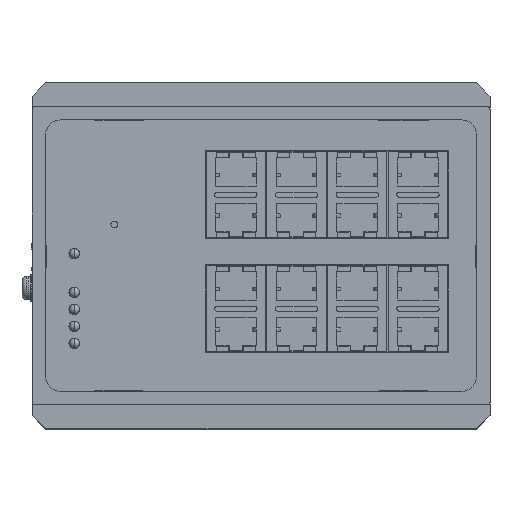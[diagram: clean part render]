
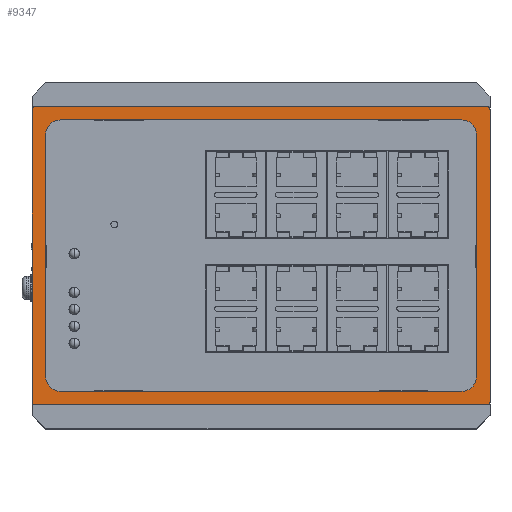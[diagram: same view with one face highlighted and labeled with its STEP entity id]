
A CAD part, top view. The second image highlights one B-rep face of the part: STEP entity #9347.
In plain terms, the highlighted face is planar.
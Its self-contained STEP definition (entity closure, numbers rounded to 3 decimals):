
#6336=DIRECTION('',(1.,0.,0.));
#6337=VECTOR('',#6336,118.4);
#6338=CARTESIAN_POINT('',(-85.772,-24.845,0.));
#6339=LINE('',#6338,#6337);
#7072=CARTESIAN_POINT('',(-93.072,58.155,0.));
#7073=DIRECTION('',(0.,0.,1.));
#7074=DIRECTION('',(0.,1.,0.));
#7075=AXIS2_PLACEMENT_3D('',#7072,#7073,#7074);
#7080=DIRECTION('',(0.,-1.,0.));
#7081=VECTOR('',#7080,86.);
#7082=CARTESIAN_POINT('',(-94.072,58.155,0.));
#7083=LINE('',#7082,#7081);
#7087=CARTESIAN_POINT('',(-93.072,-27.845,0.));
#7088=DIRECTION('',(0.,0.,1.));
#7089=DIRECTION('',(-1.,0.,0.));
#7090=AXIS2_PLACEMENT_3D('',#7087,#7088,#7089);
#7095=DIRECTION('',(1.,0.,0.));
#7096=VECTOR('',#7095,133.);
#7097=CARTESIAN_POINT('',(-93.072,-28.845,0.));
#7098=LINE('',#7097,#7096);
#7102=CARTESIAN_POINT('',(39.928,-27.845,0.));
#7103=DIRECTION('',(0.,0.,1.));
#7104=DIRECTION('',(0.,-1.,0.));
#7105=AXIS2_PLACEMENT_3D('',#7102,#7103,#7104);
#7110=DIRECTION('',(0.,1.,0.));
#7111=VECTOR('',#7110,86.);
#7112=CARTESIAN_POINT('',(40.928,-27.845,0.));
#7113=LINE('',#7112,#7111);
#7117=CARTESIAN_POINT('',(39.928,58.155,0.));
#7118=DIRECTION('',(0.,0.,1.));
#7119=DIRECTION('',(1.,0.,0.));
#7120=AXIS2_PLACEMENT_3D('',#7117,#7118,#7119);
#7125=DIRECTION('',(-1.,0.,0.));
#7126=VECTOR('',#7125,133.);
#7127=CARTESIAN_POINT('',(39.928,59.155,0.));
#7128=LINE('',#7127,#7126);
#7132=CARTESIAN_POINT('',(-85.772,50.855,0.));
#7133=DIRECTION('',(0.,0.,-1.));
#7134=DIRECTION('',(-1.,0.,0.));
#7135=AXIS2_PLACEMENT_3D('',#7132,#7133,#7134);
#7140=CARTESIAN_POINT('',(32.628,50.855,0.));
#7141=DIRECTION('',(0.,0.,-1.));
#7142=DIRECTION('',(0.,1.,0.));
#7143=AXIS2_PLACEMENT_3D('',#7140,#7141,#7142);
#7148=CARTESIAN_POINT('',(32.628,-20.545,0.));
#7149=DIRECTION('',(0.,0.,-1.));
#7150=DIRECTION('',(1.,0.,0.));
#7151=AXIS2_PLACEMENT_3D('',#7148,#7149,#7150);
#7156=CARTESIAN_POINT('',(-85.772,-20.545,0.));
#7157=DIRECTION('',(0.,0.,-1.));
#7158=DIRECTION('',(0.,-1.,0.));
#7159=AXIS2_PLACEMENT_3D('',#7156,#7157,#7158);
#7247=DIRECTION('',(-1.,0.,0.));
#7248=VECTOR('',#7247,118.4);
#7249=CARTESIAN_POINT('',(32.628,55.155,0.));
#7250=LINE('',#7249,#7248);
#8287=DIRECTION('',(0.,1.,0.));
#8288=VECTOR('',#8287,71.4);
#8289=CARTESIAN_POINT('',(36.928,-20.545,0.));
#8290=LINE('',#8289,#8288);
#8385=DIRECTION('',(0.,-1.,0.));
#8386=VECTOR('',#8385,71.4);
#8387=CARTESIAN_POINT('',(-90.072,50.855,0.));
#8388=LINE('',#8387,#8386);
#8446=CARTESIAN_POINT('',(-85.772,-24.845,0.));
#8447=VERTEX_POINT('',#8446);
#8448=CARTESIAN_POINT('',(32.628,-24.845,0.));
#8449=VERTEX_POINT('',#8448);
#8654=CARTESIAN_POINT('',(-94.072,58.155,0.));
#8655=VERTEX_POINT('',#8654);
#8656=CARTESIAN_POINT('',(-93.072,59.155,0.));
#8657=VERTEX_POINT('',#8656);
#8658=CARTESIAN_POINT('',(-94.072,-27.845,0.));
#8659=VERTEX_POINT('',#8658);
#8660=CARTESIAN_POINT('',(-93.072,-28.845,0.));
#8661=VERTEX_POINT('',#8660);
#8662=CARTESIAN_POINT('',(39.928,-28.845,0.));
#8663=VERTEX_POINT('',#8662);
#8664=CARTESIAN_POINT('',(40.928,-27.845,0.));
#8665=VERTEX_POINT('',#8664);
#8666=CARTESIAN_POINT('',(40.928,58.155,0.));
#8667=VERTEX_POINT('',#8666);
#8668=CARTESIAN_POINT('',(39.928,59.155,0.));
#8669=VERTEX_POINT('',#8668);
#8670=CARTESIAN_POINT('',(-90.072,50.855,0.));
#8671=CARTESIAN_POINT('',(-85.772,55.155,0.));
#8672=VERTEX_POINT('',#8670);
#8673=VERTEX_POINT('',#8671);
#8674=CARTESIAN_POINT('',(32.628,55.155,0.));
#8675=VERTEX_POINT('',#8674);
#8676=CARTESIAN_POINT('',(36.928,50.855,0.));
#8677=VERTEX_POINT('',#8676);
#8678=CARTESIAN_POINT('',(36.928,-20.545,0.));
#8679=VERTEX_POINT('',#8678);
#8680=CARTESIAN_POINT('',(-90.072,-20.545,0.));
#8681=VERTEX_POINT('',#8680);
#9315=CARTESIAN_POINT('',(-93.072,58.155,0.));
#9316=DIRECTION('',(0.,0.,-1.));
#9317=DIRECTION('',(-1.,0.,0.));
#9318=AXIS2_PLACEMENT_3D('',#9315,#9316,#9317);
#9319=PLANE('',#9318);
#9320=ORIENTED_EDGE('',*,*,#9211,.T.);
#9321=ORIENTED_EDGE('',*,*,#9226,.T.);
#9322=ORIENTED_EDGE('',*,*,#9240,.T.);
#9323=ORIENTED_EDGE('',*,*,#9254,.T.);
#9324=ORIENTED_EDGE('',*,*,#9268,.T.);
#9325=ORIENTED_EDGE('',*,*,#9282,.T.);
#9326=ORIENTED_EDGE('',*,*,#9296,.T.);
#9327=ORIENTED_EDGE('',*,*,#9309,.T.);
#9328=EDGE_LOOP('',(#9320,#9321,#9322,#9323,#9324,#9325,#9326,#9327));
#9329=FACE_OUTER_BOUND('',#9328,.F.);
#9331=ORIENTED_EDGE('',*,*,#9330,.T.);
#9333=ORIENTED_EDGE('',*,*,#9332,.F.);
#9335=ORIENTED_EDGE('',*,*,#9334,.T.);
#9337=ORIENTED_EDGE('',*,*,#9336,.F.);
#9339=ORIENTED_EDGE('',*,*,#9338,.T.);
#9340=ORIENTED_EDGE('',*,*,#8843,.F.);
#9342=ORIENTED_EDGE('',*,*,#9341,.T.);
#9344=ORIENTED_EDGE('',*,*,#9343,.F.);
#9345=EDGE_LOOP('',(#9331,#9333,#9335,#9337,#9339,#9340,#9342,#9344));
#9346=FACE_BOUND('',#9345,.F.);
#7076=CIRCLE('',#7075,1.);
#7091=CIRCLE('',#7090,1.);
#7106=CIRCLE('',#7105,1.);
#7121=CIRCLE('',#7120,1.);
#7136=CIRCLE('',#7135,4.3);
#7144=CIRCLE('',#7143,4.3);
#7152=CIRCLE('',#7151,4.3);
#7160=CIRCLE('',#7159,4.3);
#8843=EDGE_CURVE('',#8447,#8449,#6339,.T.);
#9211=EDGE_CURVE('',#8657,#8655,#7076,.T.);
#9226=EDGE_CURVE('',#8655,#8659,#7083,.T.);
#9240=EDGE_CURVE('',#8659,#8661,#7091,.T.);
#9254=EDGE_CURVE('',#8661,#8663,#7098,.T.);
#9268=EDGE_CURVE('',#8663,#8665,#7106,.T.);
#9282=EDGE_CURVE('',#8665,#8667,#7113,.T.);
#9296=EDGE_CURVE('',#8667,#8669,#7121,.T.);
#9309=EDGE_CURVE('',#8669,#8657,#7128,.T.);
#9330=EDGE_CURVE('',#8672,#8673,#7136,.T.);
#9332=EDGE_CURVE('',#8675,#8673,#7250,.T.);
#9334=EDGE_CURVE('',#8675,#8677,#7144,.T.);
#9336=EDGE_CURVE('',#8679,#8677,#8290,.T.);
#9338=EDGE_CURVE('',#8679,#8449,#7152,.T.);
#9341=EDGE_CURVE('',#8447,#8681,#7160,.T.);
#9343=EDGE_CURVE('',#8672,#8681,#8388,.T.);
#9347=ADVANCED_FACE('',(#9329,#9346),#9319,.T.);
